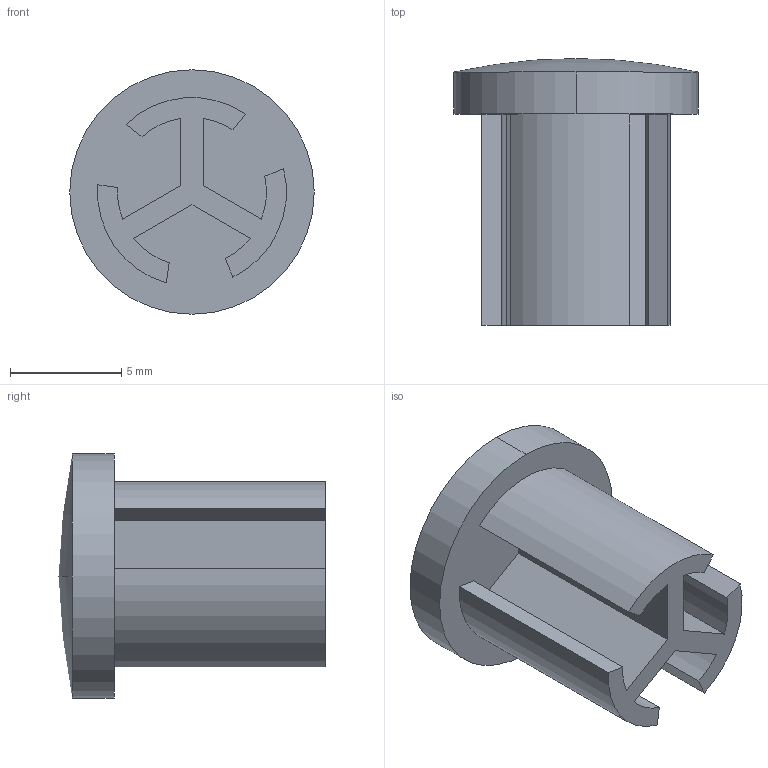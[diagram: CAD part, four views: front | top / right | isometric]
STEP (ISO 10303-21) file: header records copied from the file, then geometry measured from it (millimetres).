
FILE_DESCRIPTION (( 'STEP AP214' ), '1' );
FILE_NAME ('F000423,F000424_3D.step', '2022-10-10T14:02:21', ( '' ), ( '' ), 'SwSTEP 2.0', 'SolidWorks 2020', '' );
FILE_SCHEMA (( 'AUTOMOTIVE_DESIGN' ));
Length unit declared in the file: millimetre
Products named in the file (1): F000423,F000424_3D
Bounding box: 11 x 12 x 11 mm (x, y, z)
Volume: 431.1 mm3; surface area: 744.2 mm2
Topology: 1 solids, 1 shells, 27 faces, 73 edges, 49 vertices
Faces by surface type: plane 14, cylinder 11, sphere 2
Entity records: 895 total; most frequent: DIRECTION 155, CARTESIAN_POINT 150, ORIENTED_EDGE 146, EDGE_CURVE 73, AXIS2_PLACEMENT_3D 54, VERTEX_POINT 49, LINE 47, VECTOR 47
